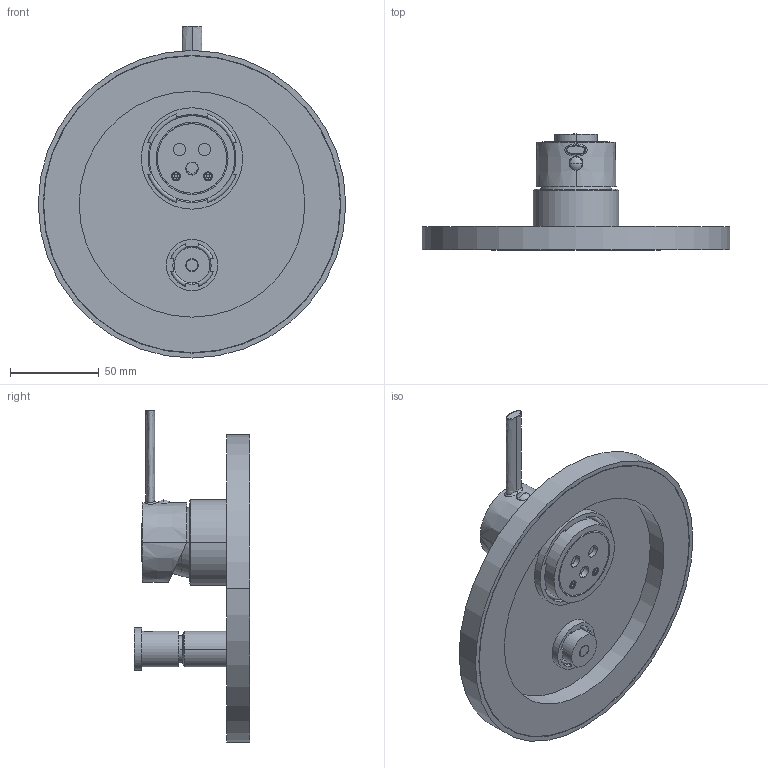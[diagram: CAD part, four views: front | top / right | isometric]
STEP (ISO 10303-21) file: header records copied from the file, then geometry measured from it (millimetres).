
FILE_DESCRIPTION((''),'2;1');
FILE_NAME('BRBOX015CR','2021-11-08T11:06:14',('ut3'),('PAFFONI SpA'),'CREO PARAMETRIC BY PTC INC, 2020044','CREO PARAMETRIC BY PTC INC, 2020044','');
FILE_SCHEMA(('CONFIG_CONTROL_DESIGN','SHAPE_APPEARANCE_LAYERS_GROUPS'));
Length unit declared in the file: millimetre
Products named in the file (1): BRBOX015CR
Bounding box: 173 x 65.21 x 186.75 mm (x, y, z)
Volume: 240550.6 mm3; surface area: 120638 mm2
Topology: 5 solids, 5 shells, 1082 faces, 2921 edges, 1856 vertices
Faces by surface type: plane 644, cylinder 278, torus 72, cone 65, bspline 13, sphere 8, extrusion 2
Entity records: 45691 total; most frequent: CARTESIAN_POINT 10995, ORIENTED_EDGE 5810, DIRECTION 5465, EDGE_CURVE 2905, AXIS2_PLACEMENT_3D 1893, VERTEX_POINT 1856, VECTOR 1679, LINE 1677
